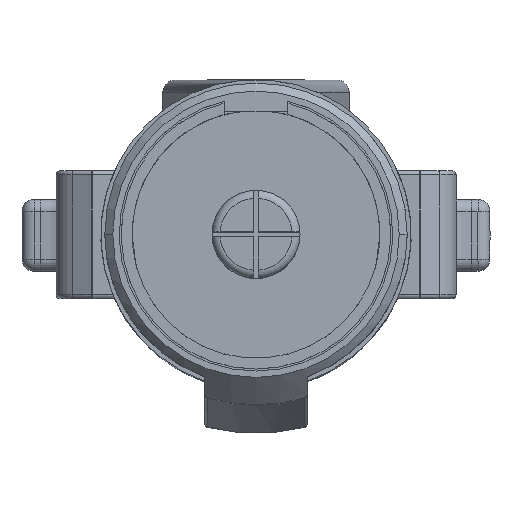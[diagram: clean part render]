
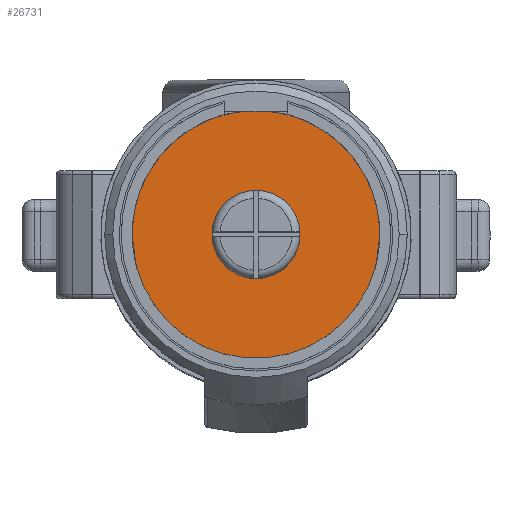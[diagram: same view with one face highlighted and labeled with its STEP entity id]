
A CAD part, top view. The second image highlights one B-rep face of the part: STEP entity #26731.
In plain terms, the highlighted planar face has unit normal (0, 0, 1).
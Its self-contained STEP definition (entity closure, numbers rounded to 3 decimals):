
#5504=CARTESIAN_POINT('',(0.,0.,-24.2));
#5505=DIRECTION('',(0.,0.,-1.));
#5506=DIRECTION('',(1.,0.,0.));
#5507=AXIS2_PLACEMENT_3D('',#5504,#5505,#5506);
#5509=CARTESIAN_POINT('',(0.,0.,-24.2));
#5510=DIRECTION('',(0.,0.,-1.));
#5511=DIRECTION('',(-1.,0.,0.));
#5512=AXIS2_PLACEMENT_3D('',#5509,#5510,#5511);
#5514=CARTESIAN_POINT('',(0.,0.,-24.2));
#5515=DIRECTION('',(0.,0.,-1.));
#5516=DIRECTION('',(0.,-1.,0.));
#5517=AXIS2_PLACEMENT_3D('',#5514,#5515,#5516);
#5535=CARTESIAN_POINT('',(0.,0.,-24.2));
#5536=DIRECTION('',(0.,0.,-1.));
#5537=DIRECTION('',(0.,1.,0.));
#5538=AXIS2_PLACEMENT_3D('',#5535,#5536,#5537);
#19257=CARTESIAN_POINT('',(15.5,0.,-24.2));
#19258=CARTESIAN_POINT('',(-15.5,0.,-24.2));
#19259=VERTEX_POINT('',#19257);
#19260=VERTEX_POINT('',#19258);
#19401=CARTESIAN_POINT('',(0.,-5.5,-24.2));
#19402=CARTESIAN_POINT('',(0.,5.5,-24.2));
#19403=VERTEX_POINT('',#19401);
#19404=VERTEX_POINT('',#19402);
#26715=CARTESIAN_POINT('',(0.,0.,-24.2));
#26716=DIRECTION('',(0.,0.,1.));
#26717=DIRECTION('',(1.,0.,0.));
#26718=AXIS2_PLACEMENT_3D('',#26715,#26716,#26717);
#26719=PLANE('',#26718);
#26720=ORIENTED_EDGE('',*,*,#26694,.T.);
#26722=ORIENTED_EDGE('',*,*,#26721,.T.);
#26723=EDGE_LOOP('',(#26720,#26722));
#26724=FACE_OUTER_BOUND('',#26723,.F.);
#26726=ORIENTED_EDGE('',*,*,#26725,.F.);
#26728=ORIENTED_EDGE('',*,*,#26727,.F.);
#26729=EDGE_LOOP('',(#26726,#26728));
#26730=FACE_BOUND('',#26729,.F.);
#26731=ADVANCED_FACE('',(#26724,#26730),#26719,.T.);
#5508=CIRCLE('',#5507,15.5);
#5513=CIRCLE('',#5512,15.5);
#5518=CIRCLE('',#5517,5.5);
#5539=CIRCLE('',#5538,5.5);
#26694=EDGE_CURVE('',#19259,#19260,#5508,.T.);
#26721=EDGE_CURVE('',#19260,#19259,#5513,.T.);
#26725=EDGE_CURVE('',#19403,#19404,#5518,.T.);
#26727=EDGE_CURVE('',#19404,#19403,#5539,.T.);
